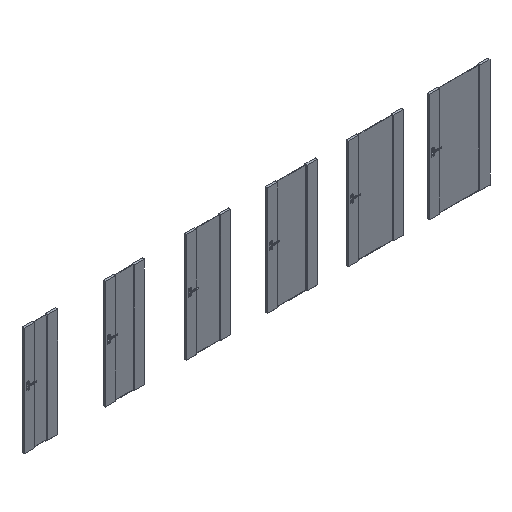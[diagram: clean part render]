
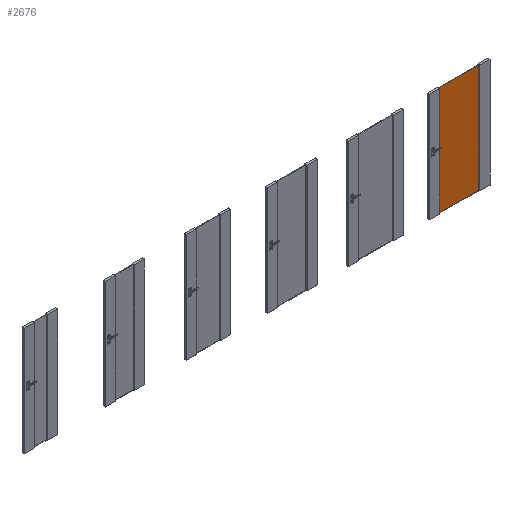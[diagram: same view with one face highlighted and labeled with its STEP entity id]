
A CAD part, isometric view. The second image highlights one B-rep face of the part: STEP entity #2676.
In plain terms, the highlighted planar face has unit normal (0, -1, 0).
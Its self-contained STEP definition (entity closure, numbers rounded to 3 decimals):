
#1610=FACE_OUTER_BOUND('',#5212,.T.);
#2676=ADVANCED_FACE('',(#1610),#3642,.F.);
#3642=PLANE('',#18085);
#5212=EDGE_LOOP('',(#7588,#7589,#7590,#7591));
#7588=ORIENTED_EDGE('',*,*,#13177,.T.);
#7589=ORIENTED_EDGE('',*,*,#13178,.T.);
#7590=ORIENTED_EDGE('',*,*,#13179,.F.);
#7591=ORIENTED_EDGE('',*,*,#13180,.F.);
#11422=VERTEX_POINT('',#27634);
#11423=VERTEX_POINT('',#27635);
#11424=VERTEX_POINT('',#27637);
#11425=VERTEX_POINT('',#27639);
#13177=EDGE_CURVE('',#11422,#11423,#15361,.T.);
#13178=EDGE_CURVE('',#11423,#11424,#15362,.T.);
#13179=EDGE_CURVE('',#11425,#11424,#15363,.T.);
#13180=EDGE_CURVE('',#11422,#11425,#15364,.T.);
#15361=LINE('',#27633,#16735);
#15362=LINE('',#27636,#16736);
#15363=LINE('',#27638,#16737);
#15364=LINE('',#27640,#16738);
#16735=VECTOR('',#20722,1.);
#16736=VECTOR('',#20723,1.);
#16737=VECTOR('',#20724,1.);
#16738=VECTOR('',#20725,1.);
#18085=AXIS2_PLACEMENT_3D('',#27641,#20726,#20727);
#20722=DIRECTION('',(0.,0.,-1.));
#20723=DIRECTION('',(1.,0.,0.));
#20724=DIRECTION('',(0.,0.,-1.));
#20725=DIRECTION('',(1.,0.,0.));
#20726=DIRECTION('',(0.,1.,0.));
#20727=DIRECTION('',(-1.,0.,0.));
#27633=CARTESIAN_POINT('',(7378.,-23.65,2017.));
#27634=CARTESIAN_POINT('',(7378.,-23.65,2016.));
#27635=CARTESIAN_POINT('',(7378.,-23.65,1.));
#27636=CARTESIAN_POINT('',(7378.,-23.65,1.));
#27637=CARTESIAN_POINT('',(8122.,-23.65,1.));
#27638=CARTESIAN_POINT('',(8122.,-23.65,2017.));
#27639=CARTESIAN_POINT('',(8122.,-23.65,2016.));
#27640=CARTESIAN_POINT('',(7378.,-23.65,2016.));
#27641=CARTESIAN_POINT('',(7378.,-23.65,2017.));
